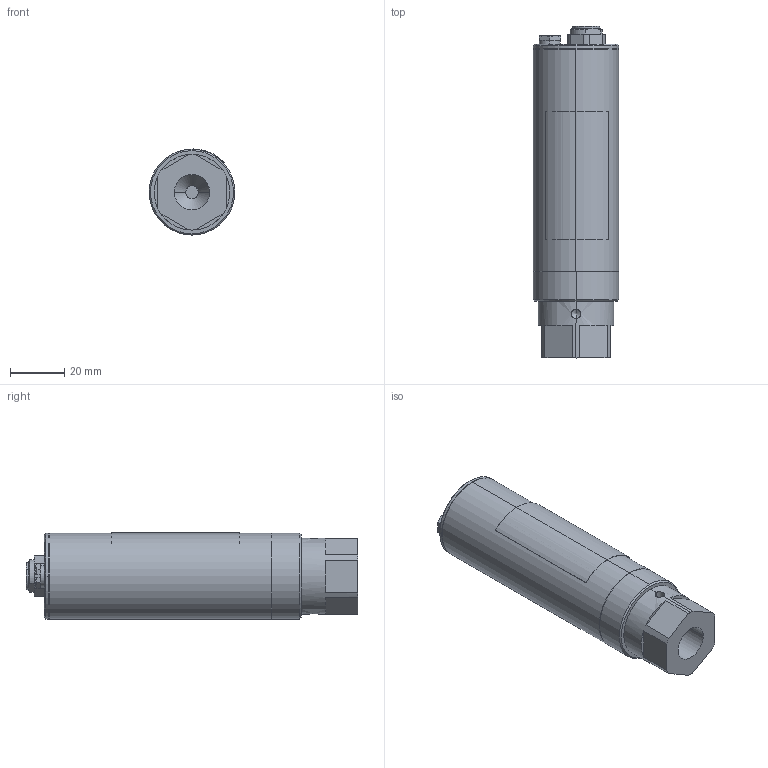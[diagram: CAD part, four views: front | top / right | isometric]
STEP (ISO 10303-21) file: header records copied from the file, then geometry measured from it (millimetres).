
FILE_DESCRIPTION((''),'2;1');
FILE_NAME('CPT9000_HIGH_PRESSURE_ASM','2019-01-23T13:18:17',('OettinWe'),(''),'CREO PARAMETRIC BY PTC INC, 2017380','CREO PARAMETRIC BY PTC INC, 2017380','');
FILE_SCHEMA(('AUTOMOTIVE_DESIGN { 1 0 10303 214 1 1 1 1 }'));
Length unit declared in the file: millimetre
Products named in the file (9): 20502_CASE-CPT9000_CYLINDER__TH; 20500_CAP-CPT9000__TOP_LEFT_HAN; 6001000004_PLUG_-_10-32_SEAL_SC; 3500925XXX_SNSR_STS_-510; 20490_SENSOR-ASSY_NUT_STS_ASM; 20535_LABEL-CPT9000_6020; 4050060018_CONN-PIN_OUTS__FEMAL; CPT9000_EXTERIOR_3_ASM; CPT9000_HIGH_PRESSURE_ASM
Assembly tree (8 placements, depth 4):
  CPT9000_HIGH_PRESSURE_ASM
    CPT9000_EXTERIOR_3_ASM
      20502_CASE-CPT9000_CYLINDER__TH
      20500_CAP-CPT9000__TOP_LEFT_HAN
      6001000004_PLUG_-_10-32_SEAL_SC
      20490_SENSOR-ASSY_NUT_STS_ASM
        3500925XXX_SNSR_STS_-510
      20535_LABEL-CPT9000_6020
      4050060018_CONN-PIN_OUTS__FEMAL
Bounding box: 31.75 x 122.89 x 31.88 mm (x, y, z)
Volume: 40399.4 mm3; surface area: 30352.6 mm2
Topology: 6 solids, 6 shells, 490 faces, 1192 edges, 749 vertices
Faces by surface type: bspline 490
Entity records: 27684 total; most frequent: CARTESIAN_POINT 11545, ORIENTED_EDGE 2352, PRESENTATION_STYLE_ASSIGNMENT 1495, DIRECTION 1456, STYLED_ITEM 1182, CURVE_STYLE 1176, EDGE_CURVE 1176, VERTEX_POINT 749
